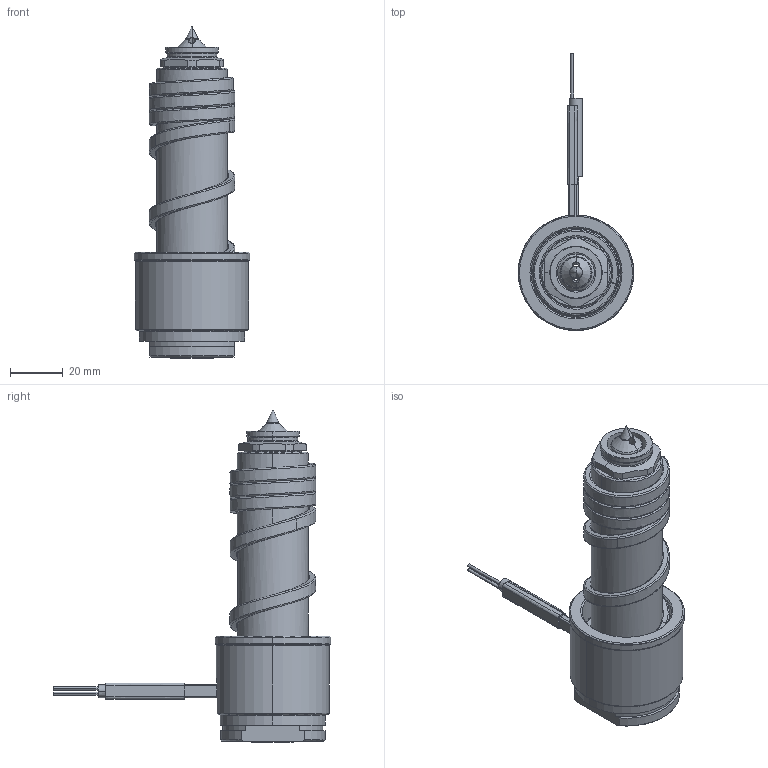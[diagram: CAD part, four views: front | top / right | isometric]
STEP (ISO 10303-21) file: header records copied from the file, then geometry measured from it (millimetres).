
FILE_DESCRIPTION((''),'2;1');
FILE_NAME('EL-126-BKS-N','2014-02-13T',('Íàòàëüÿ'),('IMID'),'PRO/ENGINEER BY PARAMETRIC TECHNOLOGY CORPORATION, 2010480','PRO/ENGINEER BY PARAMETRIC TECHNOLOGY CORPORATION, 2010480','');
FILE_SCHEMA(('CONFIG_CONTROL_DESIGN'));
Length unit declared in the file: millimetre
Products named in the file (1): EL-126-BKS-N
Bounding box: 44 x 105.5 x 126.3 mm (x, y, z)
Volume: 92092.2 mm3; surface area: 34202.3 mm2
Topology: 1 solids, 4 shells, 315 faces, 771 edges, 449 vertices
Faces by surface type: cylinder 98, cone 64, bspline 52, plane 49, torus 35, revolution 9, extrusion 8
Entity records: 16395 total; most frequent: CARTESIAN_POINT 9334, ORIENTED_EDGE 1518, DIRECTION 1380, EDGE_CURVE 761, AXIS2_PLACEMENT_3D 546, VERTEX_POINT 449, EDGE_LOOP 334, FACE_OUTER_BOUND 315
